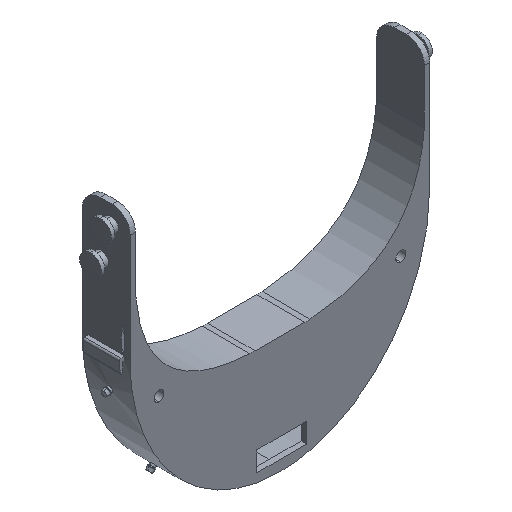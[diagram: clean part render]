
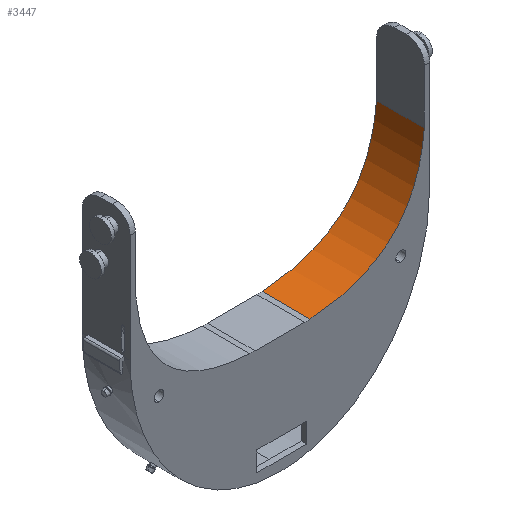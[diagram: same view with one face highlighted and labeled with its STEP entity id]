
A CAD part, isometric view. The second image highlights one B-rep face of the part: STEP entity #3447.
In plain terms, the highlighted free-form (B-spline) face has degree [2, 1] with [3, 2] control points.
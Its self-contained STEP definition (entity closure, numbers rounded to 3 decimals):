
#135 = CARTESIAN_POINT ( 'NONE',  ( 80., 0., 0. ) ) ;
#310 = LINE ( 'NONE', #4129, #10556 ) ;
#416 = EDGE_CURVE ( 'NONE', #10237, #5719, #310, .T. ) ;
#1157 = CARTESIAN_POINT ( 'NONE',  ( 16.633, 0., -59.916 ) ) ;
#1518 = CARTESIAN_POINT ( 'NONE',  ( 16.633, 0., -59.916 ) ) ;
#2905 = VERTEX_POINT ( 'NONE', #4167 ) ;
#3206 = CARTESIAN_POINT ( 'NONE',  ( 16.633, 26.5, -59.916 ) ) ;
#3340 = VECTOR ( 'NONE', #10250, 1000. ) ;
#3447 = ADVANCED_FACE ( 'NONE', ( #4035 ), #12140, .F. ) ;
#3980 = EDGE_CURVE ( 'NONE', #4294, #5719, #8309, .T. ) ;
#4026 = CARTESIAN_POINT ( 'NONE',  ( 75.441, 0., -56.499 ) ) ;
#4035 = FACE_OUTER_BOUND ( 'NONE', #10235, .T. ) ;
#4129 = CARTESIAN_POINT ( 'NONE',  ( 80., 26.5, 0. ) ) ;
#4167 = CARTESIAN_POINT ( 'NONE',  ( 16.633, 26.5, -59.916 ) ) ;
#4294 = VERTEX_POINT ( 'NONE', #1518 ) ;
#4920 = CARTESIAN_POINT ( 'NONE',  ( 80., 0., 0. ) ) ;
#4959 = ORIENTED_EDGE ( 'NONE', *, *, #5761, .F. ) ;
#5412 = CARTESIAN_POINT ( 'NONE',  ( 16.633, 26.5, -59.916 ) ) ;
#5719 = VERTEX_POINT ( 'NONE', #135 ) ;
#5761 = EDGE_CURVE ( 'NONE', #2905, #10237, #6478, .T. ) ;
#5916 = ORIENTED_EDGE ( 'NONE', *, *, #11271, .T. ) ;
#5931 = CARTESIAN_POINT ( 'NONE',  ( 75.441, 26.5, -56.499 ) ) ;
#6144 = CARTESIAN_POINT ( 'NONE',  ( 80., 26.5, 0. ) ) ;
#6478 = B_SPLINE_CURVE_WITH_KNOTS ( 'NONE', 2,
 ( #3206, #5931, #7847 ),
 .UNSPECIFIED., .F., .F.,
 ( 3, 3 ),
 ( 0.014, 1. ),
 .UNSPECIFIED. ) ;
#6955 = CARTESIAN_POINT ( 'NONE',  ( 16.633, 0., -59.916 ) ) ;
#7266 = CARTESIAN_POINT ( 'NONE',  ( 75.441, 0., -56.499 ) ) ;
#7847 = CARTESIAN_POINT ( 'NONE',  ( 80., 26.5, 0. ) ) ;
#7866 = ORIENTED_EDGE ( 'NONE', *, *, #3980, .T. ) ;
#8309 = B_SPLINE_CURVE_WITH_KNOTS ( 'NONE', 2,
 ( #1157, #4026, #4920 ),
 .UNSPECIFIED., .F., .F.,
 ( 3, 3 ),
 ( 0.014, 1. ),
 .UNSPECIFIED. ) ;
#8418 = CARTESIAN_POINT ( 'NONE',  ( 80., 26.5, 0. ) ) ;
#10059 = DIRECTION ( 'NONE',  ( 0., -1., 0. ) ) ;
#10235 = EDGE_LOOP ( 'NONE', ( #4959, #5916, #7866, #10482 ) ) ;
#10237 = VERTEX_POINT ( 'NONE', #6144 ) ;
#10250 = DIRECTION ( 'NONE',  ( 0., -1., 0. ) ) ;
#10482 = ORIENTED_EDGE ( 'NONE', *, *, #416, .F. ) ;
#10556 = VECTOR ( 'NONE', #10059, 1000. ) ;
#10857 = CARTESIAN_POINT ( 'NONE',  ( 75.441, 26.5, -56.499 ) ) ;
#11174 = CARTESIAN_POINT ( 'NONE',  ( 80., 0., 0. ) ) ;
#11271 = EDGE_CURVE ( 'NONE', #2905, #4294, #11907, .T. ) ;
#11816 = CARTESIAN_POINT ( 'NONE',  ( 16.633, 26.5, -59.916 ) ) ;
#11907 = LINE ( 'NONE', #5412, #3340 ) ;
#12140 = B_SPLINE_SURFACE_WITH_KNOTS ( 'NONE', 2, 1, ( 
 ( #11816, #6955 ),
 ( #10857, #7266 ),
 ( #8418, #11174 ) ),
 .UNSPECIFIED., .F., .F., .F.,
 ( 3, 3 ),
 ( 2, 2 ),
 ( 0.014, 1. ),
 ( 0., 1. ),
 .UNSPECIFIED. ) ;
